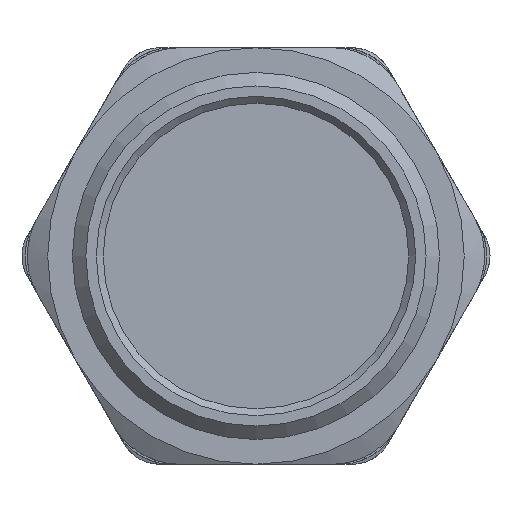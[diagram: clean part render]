
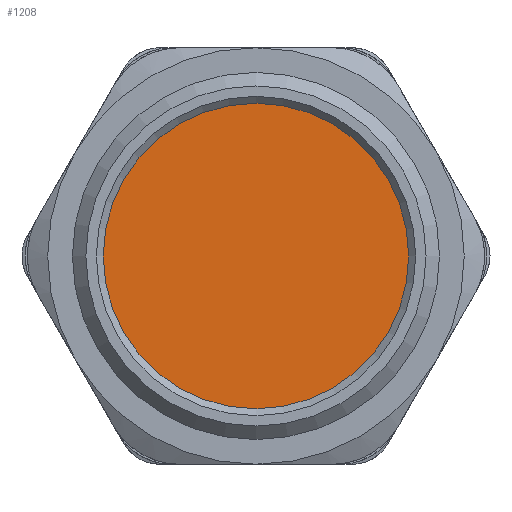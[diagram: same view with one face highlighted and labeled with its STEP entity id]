
A CAD part, front view. The second image highlights one B-rep face of the part: STEP entity #1208.
In plain terms, the highlighted planar face has unit normal (0, -1, 0).
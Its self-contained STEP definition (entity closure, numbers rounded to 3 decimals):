
#131=FACE_OUTER_BOUND('',#205,.T.);
#205=EDGE_LOOP('',(#765));
#412=CIRCLE('',#1310,11.);
#473=VERTEX_POINT('',#1778);
#587=EDGE_CURVE('',#473,#473,#412,.T.);
#765=ORIENTED_EDGE('',*,*,#587,.T.);
#1109=PLANE('',#1309);
#1208=ADVANCED_FACE('',(#131),#1109,.F.);
#1309=AXIS2_PLACEMENT_3D('',#1777,#1455,#1456);
#1310=AXIS2_PLACEMENT_3D('',#1779,#1457,#1458);
#1455=DIRECTION('center_axis',(0.,1.,0.));
#1456=DIRECTION('ref_axis',(0.,0.,1.));
#1457=DIRECTION('center_axis',(0.,-1.,0.));
#1458=DIRECTION('ref_axis',(-1.,0.,0.));
#1777=CARTESIAN_POINT('Origin',(-5.343,-3.047,0.));
#1778=CARTESIAN_POINT('',(5.657,-3.047,0.));
#1779=CARTESIAN_POINT('Origin',(-5.343,-3.047,0.));
